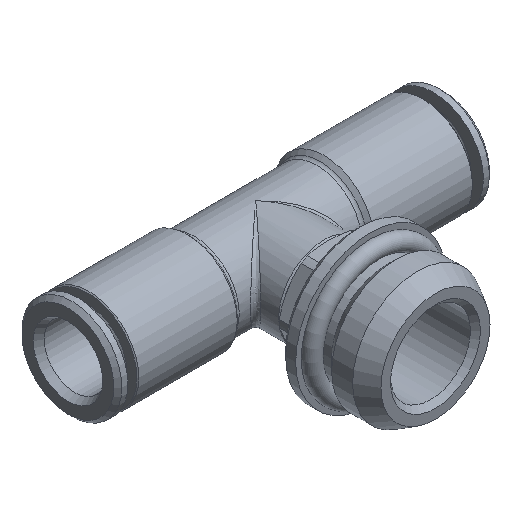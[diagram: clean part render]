
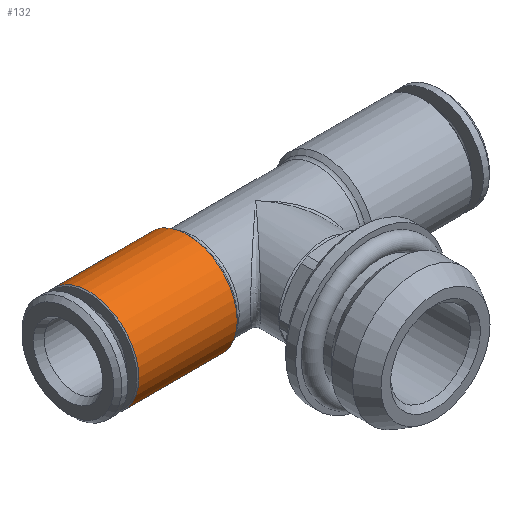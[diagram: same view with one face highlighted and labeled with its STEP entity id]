
A CAD part, isometric view. The second image highlights one B-rep face of the part: STEP entity #132.
In plain terms, the highlighted cylindrical face has radius 5 mm (diameter 10 mm), a full revolution.
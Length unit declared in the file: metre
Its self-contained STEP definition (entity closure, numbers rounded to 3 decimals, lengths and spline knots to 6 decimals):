
#132 = ADVANCED_FACE( 'NONE', ( #326, #327 ), #328, .T. );
#326 = FACE_OUTER_BOUND( '', #594, .T. );
#327 = FACE_OUTER_BOUND( '', #595, .T. );
#328 = CYLINDRICAL_SURFACE( '', #596, 0.005 );
#594 = EDGE_LOOP( '', ( #1093 ) );
#595 = EDGE_LOOP( '', ( #1094 ) );
#596 = AXIS2_PLACEMENT_3D( '', #1095, #1096, #1097 );
#1093 = ORIENTED_EDGE( '', *, *, #1451, .T. );
#1094 = ORIENTED_EDGE( '', *, *, #1489, .F. );
#1095 = CARTESIAN_POINT( '', ( 0., 0., 0. ) );
#1096 = DIRECTION( '', ( -1., 0., 0. ) );
#1097 = DIRECTION( '', ( 0., 0., 1. ) );
#1451 = EDGE_CURVE( 'NONE', #1649, #1649, #1650, .T. );
#1489 = EDGE_CURVE( 'NONE', #1715, #1715, #1716, .T. );
#1649 = VERTEX_POINT( '', #1907 );
#1650 = CIRCLE( '', #1908, 0.005 );
#1715 = VERTEX_POINT( '', #2105 );
#1716 = CIRCLE( '', #2106, 0.005 );
#1907 = CARTESIAN_POINT( '', ( -0.006854, 0., 0.005 ) );
#1908 = AXIS2_PLACEMENT_3D( '', #2381, #2382, #2383 );
#2105 = CARTESIAN_POINT( '', ( -0.0167, 0., 0.005 ) );
#2106 = AXIS2_PLACEMENT_3D( '', #2432, #2433, #2434 );
#2381 = CARTESIAN_POINT( '', ( -0.006854, 0., 0. ) );
#2382 = DIRECTION( '', ( -1., 0., 0. ) );
#2383 = DIRECTION( '', ( 0., 0., 1. ) );
#2432 = CARTESIAN_POINT( '', ( -0.0167, 0., 0. ) );
#2433 = DIRECTION( '', ( -1., 0., 0. ) );
#2434 = DIRECTION( '', ( 0., 0., 1. ) );
